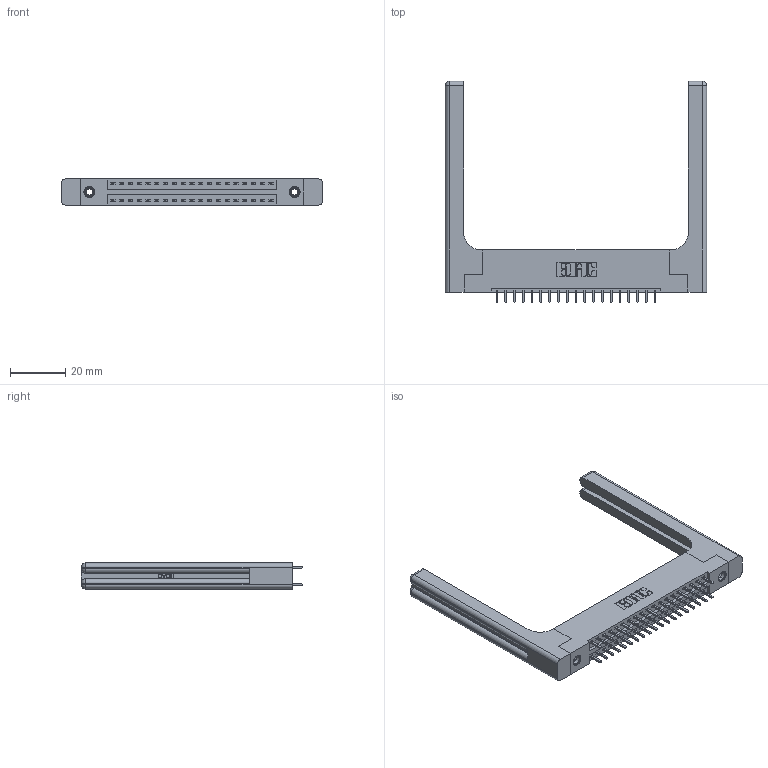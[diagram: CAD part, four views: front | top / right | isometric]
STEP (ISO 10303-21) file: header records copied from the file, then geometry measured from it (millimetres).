
FILE_DESCRIPTION (( 'STEP AP203' ), '1' );
FILE_NAME ('396-038-521-258.STEP', '2019-10-30T07:59:08', ( '' ), ( '' ), 'SwSTEP 2.0', 'SolidWorks 2016', '' );
FILE_SCHEMA (( 'CONFIG_CONTROL_DESIGN' ));
Length unit declared in the file: inch
Products named in the file (5): 346 Part_Flush Mounting Lugs - 0.156 Dia-TH; 346-220-058_345-220-058; 396-038-521-258; 345-250-001_345-250-001-102; 345-292-001_345-293-121
Assembly tree (43 placements, depth 2):
  396-038-521-258
    346 Part_Flush Mounting Lugs - 0.156 Dia-TH
    345-292-001_345-293-121  x38
    345-250-001_345-250-001-102  x2
    346-220-058_345-220-058  x2
Bounding box: 94.39 x 80.01 x 9.4 mm (x, y, z)
Volume: 16503.9 mm3; surface area: 16891.3 mm2
Topology: 43 solids, 43 shells, 2354 faces, 6885 edges, 4518 vertices
Faces by surface type: plane 1554, cylinder 740, bspline 36, cone 12, sphere 8, torus 4
Entity records: 20696 total; most frequent: CARTESIAN_POINT 4449, ORIENTED_EDGE 3180, DIRECTION 2906, EDGE_CURVE 1590, LINE 1290, VECTOR 1290, VERTEX_POINT 1050, AXIS2_PLACEMENT_3D 808
